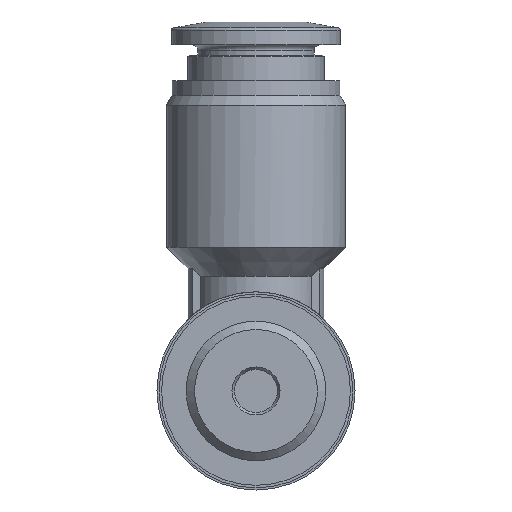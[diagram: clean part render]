
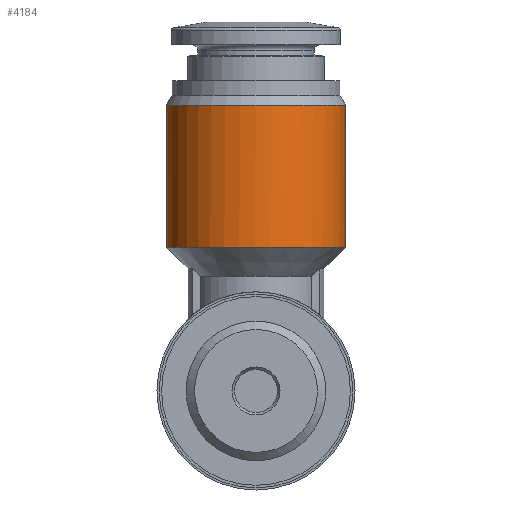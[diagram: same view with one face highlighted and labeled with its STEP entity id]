
A CAD part, front view. The second image highlights one B-rep face of the part: STEP entity #4184.
In plain terms, the highlighted cylindrical face has radius 6.25 mm (diameter 12.5 mm), a full revolution.
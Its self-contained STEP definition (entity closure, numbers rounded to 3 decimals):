
#539=CIRCLE('',#4481,6.25);
#554=CIRCLE('',#4513,6.25);
#1393=ORIENTED_EDGE('',*,*,#1827,.F.);
#1394=ORIENTED_EDGE('',*,*,#1842,.T.);
#1827=EDGE_CURVE('',#2129,#2129,#539,.T.);
#1842=EDGE_CURVE('',#2144,#2144,#554,.T.);
#2129=VERTEX_POINT('',#6583);
#2144=VERTEX_POINT('',#6630);
#2485=EDGE_LOOP('',(#1393));
#2486=EDGE_LOOP('',(#1394));
#2703=FACE_BOUND('',#2485,.T.);
#2704=FACE_BOUND('',#2486,.T.);
#2794=CYLINDRICAL_SURFACE('',#4514,6.25);
#4184=ADVANCED_FACE('',(#2703,#2704),#2794,.T.);
#4481=AXIS2_PLACEMENT_3D('',#6582,#5239,#5240);
#4513=AXIS2_PLACEMENT_3D('',#6629,#5303,#5304);
#4514=AXIS2_PLACEMENT_3D('',#6631,#5305,#5306);
#5239=DIRECTION('',(0.,0.,-1.));
#5240=DIRECTION('',(-1.,0.,0.));
#5303=DIRECTION('',(0.,0.,-1.));
#5304=DIRECTION('',(-1.,0.,0.));
#5305=DIRECTION('',(0.,0.,-1.));
#5306=DIRECTION('',(-1.,0.,0.));
#6582=CARTESIAN_POINT('',(0.,0.,10.));
#6583=CARTESIAN_POINT('',(-6.25,0.,10.));
#6629=CARTESIAN_POINT('',(0.,0.,19.907));
#6630=CARTESIAN_POINT('',(-6.25,0.,19.907));
#6631=CARTESIAN_POINT('',(0.,0.,0.));
